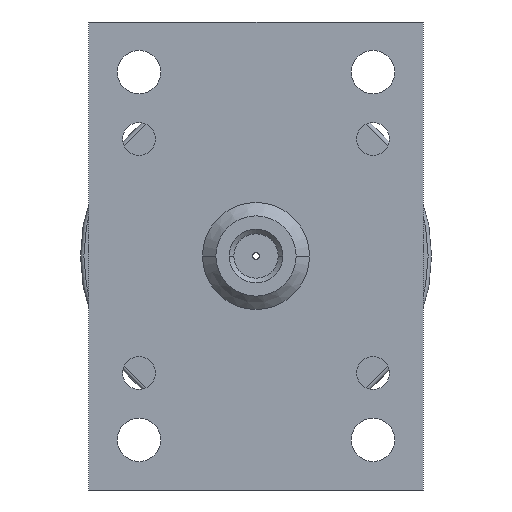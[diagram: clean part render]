
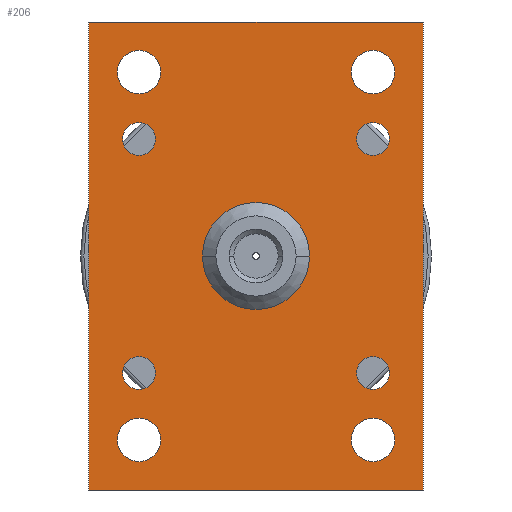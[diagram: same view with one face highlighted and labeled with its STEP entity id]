
A CAD part, left-side view. The second image highlights one B-rep face of the part: STEP entity #206.
In plain terms, the highlighted planar face has unit normal (-1, 0, 0).
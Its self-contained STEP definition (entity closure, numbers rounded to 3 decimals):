
#206=ADVANCED_FACE('',(#416,#417,#418,#419,#420,#421,#422,#423,#424,#425),#426,.F.);
#416=FACE_BOUND('',#639,.T.);
#417=FACE_BOUND('',#640,.T.);
#418=FACE_BOUND('',#641,.T.);
#419=FACE_BOUND('',#642,.T.);
#420=FACE_BOUND('',#643,.T.);
#421=FACE_BOUND('',#644,.T.);
#422=FACE_BOUND('',#645,.T.);
#423=FACE_BOUND('',#646,.T.);
#424=FACE_BOUND('',#647,.T.);
#425=FACE_OUTER_BOUND('',#648,.T.);
#426=PLANE('',#649);
#639=EDGE_LOOP('',(#1156,#1157));
#640=EDGE_LOOP('',(#1158,#1159));
#641=EDGE_LOOP('',(#1160,#1161));
#642=EDGE_LOOP('',(#1162,#1163));
#643=EDGE_LOOP('',(#1164,#1165));
#644=EDGE_LOOP('',(#1166,#1167));
#645=EDGE_LOOP('',(#1168,#1169));
#646=EDGE_LOOP('',(#1170,#1171));
#647=EDGE_LOOP('',(#1172,#1173));
#648=EDGE_LOOP('',(#1174,#1175,#1176,#1177));
#649=AXIS2_PLACEMENT_3D('',#1178,#1179,#1180);
#1156=ORIENTED_EDGE('',*,*,#1378,.T.);
#1157=ORIENTED_EDGE('',*,*,#1389,.T.);
#1158=ORIENTED_EDGE('',*,*,#1369,.T.);
#1159=ORIENTED_EDGE('',*,*,#1394,.T.);
#1160=ORIENTED_EDGE('',*,*,#1360,.T.);
#1161=ORIENTED_EDGE('',*,*,#1399,.T.);
#1162=ORIENTED_EDGE('',*,*,#1351,.T.);
#1163=ORIENTED_EDGE('',*,*,#1404,.T.);
#1164=ORIENTED_EDGE('',*,*,#1406,.T.);
#1165=ORIENTED_EDGE('',*,*,#1348,.T.);
#1166=ORIENTED_EDGE('',*,*,#1409,.T.);
#1167=ORIENTED_EDGE('',*,*,#1343,.T.);
#1168=ORIENTED_EDGE('',*,*,#1412,.T.);
#1169=ORIENTED_EDGE('',*,*,#1338,.T.);
#1170=ORIENTED_EDGE('',*,*,#1415,.T.);
#1171=ORIENTED_EDGE('',*,*,#1333,.T.);
#1172=ORIENTED_EDGE('',*,*,#1418,.T.);
#1173=ORIENTED_EDGE('',*,*,#1328,.T.);
#1174=ORIENTED_EDGE('',*,*,#1434,.T.);
#1175=ORIENTED_EDGE('',*,*,#1428,.F.);
#1176=ORIENTED_EDGE('',*,*,#1431,.F.);
#1177=ORIENTED_EDGE('',*,*,#1423,.F.);
#1178=CARTESIAN_POINT('',(0.0,0.0,0.0));
#1179=DIRECTION('',(1.0,0.0,0.0));
#1180=DIRECTION('',(0.0,0.0,-1.0));
#1328=EDGE_CURVE('',#1595,#1599,#1601,.T.);
#1333=EDGE_CURVE('',#1604,#1608,#1610,.T.);
#1338=EDGE_CURVE('',#1613,#1617,#1619,.T.);
#1343=EDGE_CURVE('',#1622,#1626,#1628,.T.);
#1348=EDGE_CURVE('',#1631,#1635,#1637,.T.);
#1351=EDGE_CURVE('',#1642,#1639,#1643,.T.);
#1360=EDGE_CURVE('',#1657,#1654,#1658,.T.);
#1369=EDGE_CURVE('',#1672,#1669,#1673,.T.);
#1378=EDGE_CURVE('',#1687,#1684,#1688,.T.);
#1389=EDGE_CURVE('',#1684,#1687,#1702,.T.);
#1394=EDGE_CURVE('',#1669,#1672,#1707,.T.);
#1399=EDGE_CURVE('',#1654,#1657,#1712,.T.);
#1404=EDGE_CURVE('',#1639,#1642,#1717,.T.);
#1406=EDGE_CURVE('',#1635,#1631,#1719,.T.);
#1409=EDGE_CURVE('',#1626,#1622,#1722,.T.);
#1412=EDGE_CURVE('',#1617,#1613,#1725,.T.);
#1415=EDGE_CURVE('',#1608,#1604,#1728,.T.);
#1418=EDGE_CURVE('',#1599,#1595,#1731,.T.);
#1423=EDGE_CURVE('',#1737,#1739,#1740,.T.);
#1428=EDGE_CURVE('',#1746,#1748,#1749,.T.);
#1431=EDGE_CURVE('',#1739,#1746,#1752,.T.);
#1434=EDGE_CURVE('',#1737,#1748,#1755,.T.);
#1595=VERTEX_POINT('',#1958);
#1599=VERTEX_POINT('',#1963);
#1601=CIRCLE('',#1966,8.0);
#1604=VERTEX_POINT('',#1969);
#1608=VERTEX_POINT('',#1974);
#1610=CIRCLE('',#1977,3.25);
#1613=VERTEX_POINT('',#1980);
#1617=VERTEX_POINT('',#1985);
#1619=CIRCLE('',#1988,3.25);
#1622=VERTEX_POINT('',#1991);
#1626=VERTEX_POINT('',#1996);
#1628=CIRCLE('',#1999,3.25);
#1631=VERTEX_POINT('',#2002);
#1635=VERTEX_POINT('',#2007);
#1637=CIRCLE('',#2010,3.25);
#1639=VERTEX_POINT('',#2012);
#1642=VERTEX_POINT('',#2016);
#1643=CIRCLE('',#2017,2.459);
#1654=VERTEX_POINT('',#2031);
#1657=VERTEX_POINT('',#2035);
#1658=CIRCLE('',#2036,2.459);
#1669=VERTEX_POINT('',#2050);
#1672=VERTEX_POINT('',#2054);
#1673=CIRCLE('',#2055,2.459);
#1684=VERTEX_POINT('',#2069);
#1687=VERTEX_POINT('',#2073);
#1688=CIRCLE('',#2074,2.459);
#1702=CIRCLE('',#2091,2.459);
#1707=CIRCLE('',#2096,2.459);
#1712=CIRCLE('',#2101,2.459);
#1717=CIRCLE('',#2106,2.459);
#1719=CIRCLE('',#2108,3.25);
#1722=CIRCLE('',#2111,3.25);
#1725=CIRCLE('',#2114,3.25);
#1728=CIRCLE('',#2117,3.25);
#1731=CIRCLE('',#2120,8.0);
#1737=VERTEX_POINT('',#2127);
#1739=VERTEX_POINT('',#2130);
#1740=LINE('',#2131,#2132);
#1746=VERTEX_POINT('',#2140);
#1748=VERTEX_POINT('',#2143);
#1749=LINE('',#2144,#2145);
#1752=LINE('',#2149,#2150);
#1755=LINE('',#2154,#2155);
#1958=CARTESIAN_POINT('',(0.0,0.,-8.0));
#1963=CARTESIAN_POINT('',(0.0,0.,8.0));
#1966=AXIS2_PLACEMENT_3D('',#2341,#2342,#2343);
#1969=CARTESIAN_POINT('',(0.0,-17.5,-30.75));
#1974=CARTESIAN_POINT('',(0.0,-17.5,-24.25));
#1977=AXIS2_PLACEMENT_3D('',#2349,#2350,#2351);
#1980=CARTESIAN_POINT('',(0.0,-17.5,24.25));
#1985=CARTESIAN_POINT('',(0.0,-17.5,30.75));
#1988=AXIS2_PLACEMENT_3D('',#2357,#2358,#2359);
#1991=CARTESIAN_POINT('',(0.0,17.5,-30.75));
#1996=CARTESIAN_POINT('',(0.0,17.5,-24.25));
#1999=AXIS2_PLACEMENT_3D('',#2365,#2366,#2367);
#2002=CARTESIAN_POINT('',(0.0,17.5,24.25));
#2007=CARTESIAN_POINT('',(0.0,17.5,30.75));
#2010=AXIS2_PLACEMENT_3D('',#2373,#2374,#2375);
#2012=CARTESIAN_POINT('',(0.,-15.041,-17.5));
#2016=CARTESIAN_POINT('',(0.,-19.959,-17.5));
#2017=AXIS2_PLACEMENT_3D('',#2377,#2378,#2379);
#2031=CARTESIAN_POINT('',(0.,-15.041,17.5));
#2035=CARTESIAN_POINT('',(0.,-19.959,17.5));
#2036=AXIS2_PLACEMENT_3D('',#2390,#2391,#2392);
#2050=CARTESIAN_POINT('',(0.,19.959,-17.5));
#2054=CARTESIAN_POINT('',(0.,15.041,-17.5));
#2055=AXIS2_PLACEMENT_3D('',#2403,#2404,#2405);
#2069=CARTESIAN_POINT('',(0.,19.959,17.5));
#2073=CARTESIAN_POINT('',(0.,15.041,17.5));
#2074=AXIS2_PLACEMENT_3D('',#2416,#2417,#2418);
#2091=AXIS2_PLACEMENT_3D('',#2434,#2435,#2436);
#2096=AXIS2_PLACEMENT_3D('',#2443,#2444,#2445);
#2101=AXIS2_PLACEMENT_3D('',#2452,#2453,#2454);
#2106=AXIS2_PLACEMENT_3D('',#2461,#2462,#2463);
#2108=AXIS2_PLACEMENT_3D('',#2464,#2465,#2466);
#2111=AXIS2_PLACEMENT_3D('',#2470,#2471,#2472);
#2114=AXIS2_PLACEMENT_3D('',#2476,#2477,#2478);
#2117=AXIS2_PLACEMENT_3D('',#2482,#2483,#2484);
#2120=AXIS2_PLACEMENT_3D('',#2488,#2489,#2490);
#2127=CARTESIAN_POINT('',(0.0,25.0,35.0));
#2130=CARTESIAN_POINT('',(0.0,-25.0,35.0));
#2131=CARTESIAN_POINT('',(0.0,0.0,35.0));
#2132=VECTOR('',#2496,1.0);
#2140=CARTESIAN_POINT('',(0.0,-25.0,-35.0));
#2143=CARTESIAN_POINT('',(0.0,25.0,-35.0));
#2144=CARTESIAN_POINT('',(0.0,0.0,-35.0));
#2145=VECTOR('',#2500,1.0);
#2149=CARTESIAN_POINT('',(0.0,-25.0,0.0));
#2150=VECTOR('',#2502,1.0);
#2154=CARTESIAN_POINT('',(0.0,25.0,0.0));
#2155=VECTOR('',#2504,1.0);
#2341=CARTESIAN_POINT('',(0.0,0.0,0.0));
#2342=DIRECTION('',(1.0,0.0,0.0));
#2343=DIRECTION('',(0.0,0.0,-1.0));
#2349=CARTESIAN_POINT('',(0.0,-17.5,-27.5));
#2350=DIRECTION('',(1.0,0.0,0.0));
#2351=DIRECTION('',(0.0,0.0,-1.0));
#2357=CARTESIAN_POINT('',(0.0,-17.5,27.5));
#2358=DIRECTION('',(1.0,0.0,0.0));
#2359=DIRECTION('',(0.0,0.0,-1.0));
#2365=CARTESIAN_POINT('',(0.0,17.5,-27.5));
#2366=DIRECTION('',(1.0,0.0,0.0));
#2367=DIRECTION('',(0.0,0.0,-1.0));
#2373=CARTESIAN_POINT('',(0.0,17.5,27.5));
#2374=DIRECTION('',(1.0,0.0,0.0));
#2375=DIRECTION('',(0.0,0.0,-1.0));
#2377=CARTESIAN_POINT('',(0.,-17.5,-17.5));
#2378=DIRECTION('',(1.0,0.0,0.0));
#2379=DIRECTION('',(0.0,1.0,0.0));
#2390=CARTESIAN_POINT('',(0.,-17.5,17.5));
#2391=DIRECTION('',(1.0,0.0,0.0));
#2392=DIRECTION('',(0.0,1.0,0.0));
#2403=CARTESIAN_POINT('',(0.,17.5,-17.5));
#2404=DIRECTION('',(1.0,0.0,0.0));
#2405=DIRECTION('',(0.0,1.0,0.0));
#2416=CARTESIAN_POINT('',(0.,17.5,17.5));
#2417=DIRECTION('',(1.0,0.0,0.0));
#2418=DIRECTION('',(0.0,1.0,0.0));
#2434=CARTESIAN_POINT('',(0.,17.5,17.5));
#2435=DIRECTION('',(1.0,0.0,0.0));
#2436=DIRECTION('',(0.0,1.0,0.0));
#2443=CARTESIAN_POINT('',(0.,17.5,-17.5));
#2444=DIRECTION('',(1.0,0.0,0.0));
#2445=DIRECTION('',(0.0,1.0,0.0));
#2452=CARTESIAN_POINT('',(0.,-17.5,17.5));
#2453=DIRECTION('',(1.0,0.0,0.0));
#2454=DIRECTION('',(0.0,1.0,0.0));
#2461=CARTESIAN_POINT('',(0.,-17.5,-17.5));
#2462=DIRECTION('',(1.0,0.0,0.0));
#2463=DIRECTION('',(0.0,1.0,0.0));
#2464=CARTESIAN_POINT('',(0.0,17.5,27.5));
#2465=DIRECTION('',(1.0,0.0,0.0));
#2466=DIRECTION('',(0.0,0.0,-1.0));
#2470=CARTESIAN_POINT('',(0.0,17.5,-27.5));
#2471=DIRECTION('',(1.0,0.0,0.0));
#2472=DIRECTION('',(0.0,0.0,-1.0));
#2476=CARTESIAN_POINT('',(0.0,-17.5,27.5));
#2477=DIRECTION('',(1.0,0.0,0.0));
#2478=DIRECTION('',(0.0,0.0,-1.0));
#2482=CARTESIAN_POINT('',(0.0,-17.5,-27.5));
#2483=DIRECTION('',(1.0,0.0,0.0));
#2484=DIRECTION('',(0.0,0.0,-1.0));
#2488=CARTESIAN_POINT('',(0.0,0.0,0.0));
#2489=DIRECTION('',(1.0,0.0,0.0));
#2490=DIRECTION('',(0.0,0.0,-1.0));
#2496=DIRECTION('',(0.0,-1.0,0.0));
#2500=DIRECTION('',(0.0,1.0,0.0));
#2502=DIRECTION('',(0.0,0.0,-1.0));
#2504=DIRECTION('',(0.0,0.0,-1.0));
